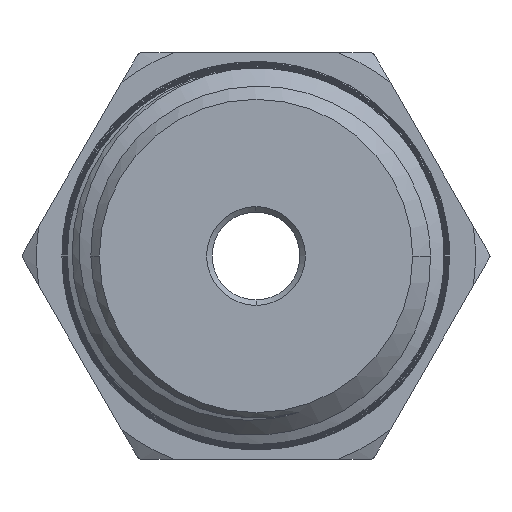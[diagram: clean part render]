
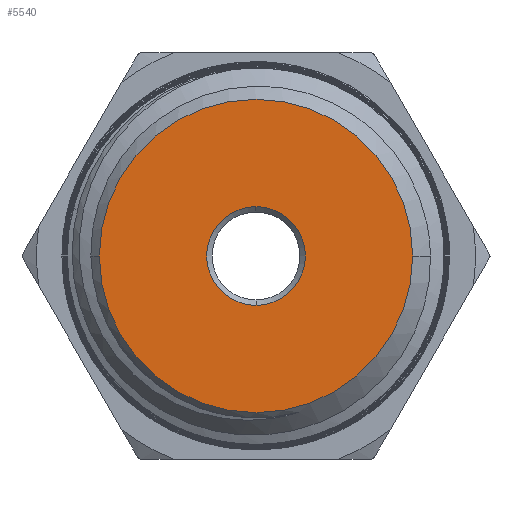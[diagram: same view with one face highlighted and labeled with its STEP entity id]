
A CAD part, left-side view. The second image highlights one B-rep face of the part: STEP entity #5540.
In plain terms, the highlighted planar face has unit normal (-1, 0, 0).
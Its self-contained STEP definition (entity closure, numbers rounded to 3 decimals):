
#1467=CARTESIAN_POINT('',(-18.6,0.,0.));
#1468=DIRECTION('',(-1.,0.,0.));
#1469=DIRECTION('',(0.,1.,0.));
#1470=AXIS2_PLACEMENT_3D('',#1467,#1468,#1469);
#1472=CARTESIAN_POINT('',(-18.6,0.,0.));
#1473=DIRECTION('',(-1.,0.,0.));
#1474=DIRECTION('',(0.,-1.,0.));
#1475=AXIS2_PLACEMENT_3D('',#1472,#1473,#1474);
#1477=CARTESIAN_POINT('',(-18.6,0.,0.));
#1478=DIRECTION('',(1.,0.,0.));
#1479=DIRECTION('',(0.,0.,-1.));
#1480=AXIS2_PLACEMENT_3D('',#1477,#1478,#1479);
#1482=CARTESIAN_POINT('',(-18.6,0.,0.));
#1483=DIRECTION('',(1.,0.,0.));
#1484=DIRECTION('',(0.,0.,1.));
#1485=AXIS2_PLACEMENT_3D('',#1482,#1483,#1484);
#3882=CARTESIAN_POINT('',(-18.6,0.,-2.7));
#3883=CARTESIAN_POINT('',(-18.6,0.,2.7));
#3884=VERTEX_POINT('',#3882);
#3885=VERTEX_POINT('',#3883);
#3899=CARTESIAN_POINT('',(-18.6,8.56,0.));
#3900=CARTESIAN_POINT('',(-18.6,-8.56,0.));
#3901=VERTEX_POINT('',#3899);
#3902=VERTEX_POINT('',#3900);
#5524=CARTESIAN_POINT('',(-18.6,0.,0.));
#5525=DIRECTION('',(-1.,0.,0.));
#5526=DIRECTION('',(0.,1.,0.));
#5527=AXIS2_PLACEMENT_3D('',#5524,#5525,#5526);
#5528=PLANE('',#5527);
#5530=ORIENTED_EDGE('',*,*,#5529,.F.);
#5532=ORIENTED_EDGE('',*,*,#5531,.F.);
#5533=EDGE_LOOP('',(#5530,#5532));
#5534=FACE_OUTER_BOUND('',#5533,.F.);
#5536=ORIENTED_EDGE('',*,*,#5535,.F.);
#5537=ORIENTED_EDGE('',*,*,#5514,.F.);
#5538=EDGE_LOOP('',(#5536,#5537));
#5539=FACE_BOUND('',#5538,.F.);
#1471=CIRCLE('',#1470,8.56);
#1476=CIRCLE('',#1475,8.56);
#1481=CIRCLE('',#1480,2.7);
#1486=CIRCLE('',#1485,2.7);
#5514=EDGE_CURVE('',#3885,#3884,#1486,.T.);
#5529=EDGE_CURVE('',#3901,#3902,#1471,.T.);
#5531=EDGE_CURVE('',#3902,#3901,#1476,.T.);
#5535=EDGE_CURVE('',#3884,#3885,#1481,.T.);
#5540=ADVANCED_FACE('',(#5534,#5539),#5528,.T.);
